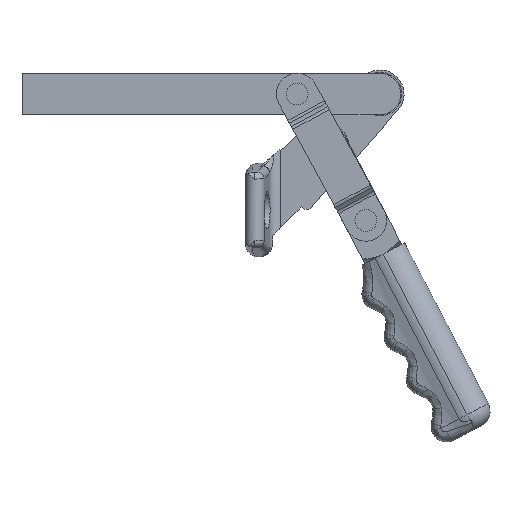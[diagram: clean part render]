
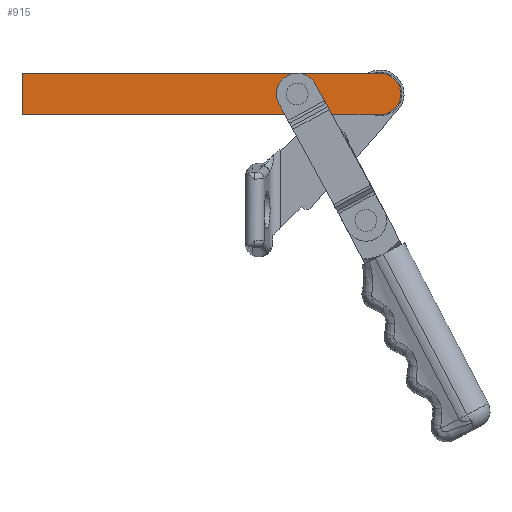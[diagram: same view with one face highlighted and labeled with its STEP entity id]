
A CAD part, top view. The second image highlights one B-rep face of the part: STEP entity #915.
In plain terms, the highlighted planar face has unit normal (0, 0, 1).
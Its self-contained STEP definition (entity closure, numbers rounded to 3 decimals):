
#57 = CARTESIAN_POINT ( 'NONE',  ( -19.656, -9.433, 9.55 ) ) ;
#244 = DIRECTION ( 'NONE',  ( 0.001, 1., 0. ) ) ;
#336 = EDGE_LOOP ( 'NONE', ( #3722, #4212, #5599, #3155, #3846, #1980 ) ) ;
#484 = DIRECTION ( 'NONE',  ( -1., 0.001, 0. ) ) ;
#509 = FACE_BOUND ( 'NONE', #6194, .T. ) ;
#570 = AXIS2_PLACEMENT_3D ( 'NONE', #6601, #1398, #7500 ) ;
#658 = CIRCLE ( 'NONE', #4194, 9.5 ) ;
#665 = VERTEX_POINT ( 'NONE', #9303 ) ;
#747 = CARTESIAN_POINT ( 'NONE',  ( 144.506, 9.47, 9.55 ) ) ;
#915 = ADVANCED_FACE ( 'NONE', ( #9381, #509 ), #5090, .F. ) ;
#952 = CARTESIAN_POINT ( 'NONE',  ( 109.5, -0.007, 9.55 ) ) ;
#1355 = VECTOR ( 'NONE', #1802, 1000. ) ;
#1398 = DIRECTION ( 'NONE',  ( 0., 0., 1. ) ) ;
#1526 = CARTESIAN_POINT ( 'NONE',  ( 153.994, -9.535, 9.55 ) ) ;
#1656 = ORIENTED_EDGE ( 'NONE', *, *, #4382, .F. ) ;
#1802 = DIRECTION ( 'NONE',  ( 0.001, 1., 0. ) ) ;
#1980 = ORIENTED_EDGE ( 'NONE', *, *, #9336, .T. ) ;
#2219 = CARTESIAN_POINT ( 'NONE',  ( 106.5, -0.007, 9.55 ) ) ;
#2300 = VECTOR ( 'NONE', #10539, 1000. ) ;
#2348 = AXIS2_PLACEMENT_3D ( 'NONE', #3480, #9510, #244 ) ;
#2495 = VERTEX_POINT ( 'NONE', #7453 ) ;
#3089 = DIRECTION ( 'NONE',  ( 1., 0., 0. ) ) ;
#3114 = VERTEX_POINT ( 'NONE', #10118 ) ;
#3155 = ORIENTED_EDGE ( 'NONE', *, *, #5591, .T. ) ;
#3204 = CARTESIAN_POINT ( 'NONE',  ( 144.5, -0.03, 9.55 ) ) ;
#3254 = DIRECTION ( 'NONE',  ( 0., 0., 1. ) ) ;
#3427 = CARTESIAN_POINT ( 'NONE',  ( 154., -0.035, 9.55 ) ) ;
#3480 = CARTESIAN_POINT ( 'NONE',  ( 154.006, 9.465, 9.55 ) ) ;
#3649 = LINE ( 'NONE', #57, #1355 ) ;
#3722 = ORIENTED_EDGE ( 'NONE', *, *, #9079, .F. ) ;
#3752 = CIRCLE ( 'NONE', #8518, 3. ) ;
#3846 = ORIENTED_EDGE ( 'NONE', *, *, #6052, .T. ) ;
#4058 = DIRECTION ( 'NONE',  ( 0.001, 1., 0. ) ) ;
#4194 = AXIS2_PLACEMENT_3D ( 'NONE', #3204, #9306, #4058 ) ;
#4212 = ORIENTED_EDGE ( 'NONE', *, *, #4805, .F. ) ;
#4239 = ORIENTED_EDGE ( 'NONE', *, *, #5961, .F. ) ;
#4240 = VERTEX_POINT ( 'NONE', #4951 ) ;
#4382 = EDGE_CURVE ( 'NONE', #9073, #665, #9768, .T. ) ;
#4407 = VECTOR ( 'NONE', #10908, 1000. ) ;
#4408 = CARTESIAN_POINT ( 'NONE',  ( 153.994, -9.535, 9.55 ) ) ;
#4529 = VERTEX_POINT ( 'NONE', #3427 ) ;
#4643 = LINE ( 'NONE', #1526, #4407 ) ;
#4805 = EDGE_CURVE ( 'NONE', #3114, #2495, #4643, .T. ) ;
#4871 = VERTEX_POINT ( 'NONE', #747 ) ;
#4951 = CARTESIAN_POINT ( 'NONE',  ( -19.644, 9.567, 9.55 ) ) ;
#5090 = PLANE ( 'NONE',  #2348 ) ;
#5591 = EDGE_CURVE ( 'NONE', #7361, #4529, #9873, .T. ) ;
#5599 = ORIENTED_EDGE ( 'NONE', *, *, #10993, .F. ) ;
#5684 = CARTESIAN_POINT ( 'NONE',  ( 154.006, 9.465, 9.55 ) ) ;
#5961 = EDGE_CURVE ( 'NONE', #665, #9073, #3752, .T. ) ;
#6052 = EDGE_CURVE ( 'NONE', #4529, #4871, #658, .T. ) ;
#6194 = EDGE_LOOP ( 'NONE', ( #1656, #4239 ) ) ;
#6601 = CARTESIAN_POINT ( 'NONE',  ( 144.5, -0.03, 9.55 ) ) ;
#6649 = LINE ( 'NONE', #5684, #11292 ) ;
#7361 = VERTEX_POINT ( 'NONE', #10717 ) ;
#7453 = CARTESIAN_POINT ( 'NONE',  ( -19.656, -9.433, 9.55 ) ) ;
#7500 = DIRECTION ( 'NONE',  ( 0.001, 1., 0. ) ) ;
#8318 = DIRECTION ( 'NONE',  ( 0., 0., 1. ) ) ;
#8518 = AXIS2_PLACEMENT_3D ( 'NONE', #2219, #8318, #3089 ) ;
#8638 = AXIS2_PLACEMENT_3D ( 'NONE', #11085, #3254, #9361 ) ;
#9073 = VERTEX_POINT ( 'NONE', #952 ) ;
#9079 = EDGE_CURVE ( 'NONE', #2495, #4240, #3649, .T. ) ;
#9261 = LINE ( 'NONE', #4408, #2300 ) ;
#9303 = CARTESIAN_POINT ( 'NONE',  ( 103.5, -0.007, 9.55 ) ) ;
#9306 = DIRECTION ( 'NONE',  ( 0., 0., 1. ) ) ;
#9336 = EDGE_CURVE ( 'NONE', #4871, #4240, #6649, .T. ) ;
#9361 = DIRECTION ( 'NONE',  ( 1., 0., 0. ) ) ;
#9381 = FACE_OUTER_BOUND ( 'NONE', #336, .T. ) ;
#9510 = DIRECTION ( 'NONE',  ( 0., 0., -1. ) ) ;
#9768 = CIRCLE ( 'NONE', #8638, 3. ) ;
#9873 = CIRCLE ( 'NONE', #570, 9.5 ) ;
#10118 = CARTESIAN_POINT ( 'NONE',  ( 14.896, -9.453, 9.55 ) ) ;
#10539 = DIRECTION ( 'NONE',  ( -1., 0.001, 0. ) ) ;
#10717 = CARTESIAN_POINT ( 'NONE',  ( 144.494, -9.53, 9.55 ) ) ;
#10908 = DIRECTION ( 'NONE',  ( -1., 0.001, 0. ) ) ;
#10993 = EDGE_CURVE ( 'NONE', #7361, #3114, #9261, .T. ) ;
#11085 = CARTESIAN_POINT ( 'NONE',  ( 106.5, -0.007, 9.55 ) ) ;
#11292 = VECTOR ( 'NONE', #484, 1000. ) ;
